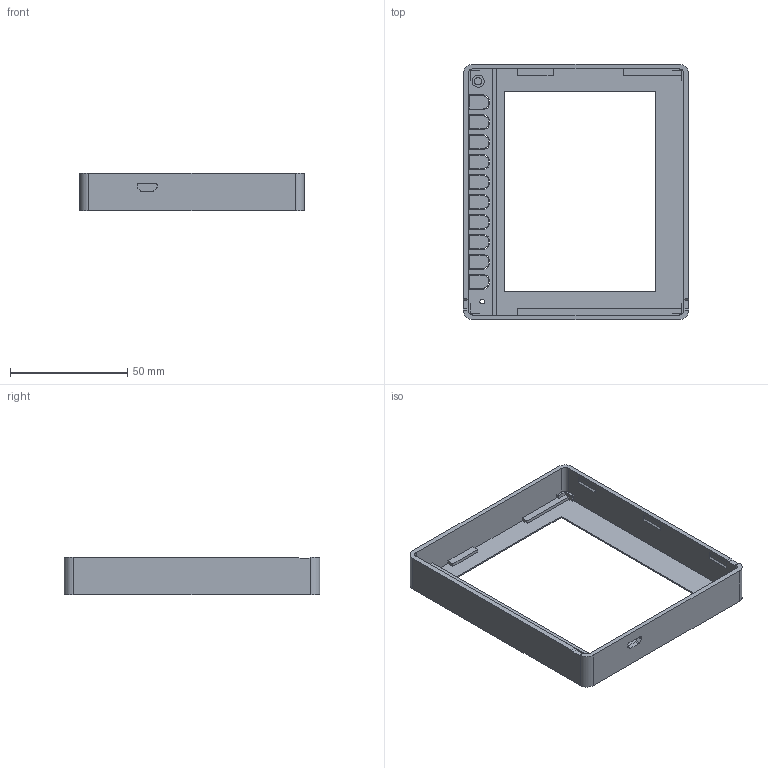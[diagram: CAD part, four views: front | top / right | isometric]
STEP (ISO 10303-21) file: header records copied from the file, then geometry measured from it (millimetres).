
FILE_DESCRIPTION(/* description */ ('Alibre Inc.'),/* implementation_level */ '2;1');
FILE_NAME(/* name */ 'export0',/* time_stamp */ '2020-11-07T23:16:55+01:00',/* author */ (''),/* organization */ (''),/* preprocessor_version */ 'ST-DEVELOPER v14',/* originating_system */ 'Alibre',/* authorisation */ '');
FILE_SCHEMA (('CONFIG_CONTROL_DESIGN'));
Length unit declared in the file: centimetre
Products named in the file (1): ID_1
Bounding box: 96 x 109 x 16 mm (x, y, z)
Volume: 16329.3 mm3; surface area: 23862.4 mm2
Topology: 1 solids, 1 shells, 201 faces, 593 edges, 394 vertices
Faces by surface type: plane 164, cylinder 37
Full cylindrical faces by diameter (mm): 2 x1, 3.2 x1, 5.2 x1
Entity records: 6487 total; most frequent: ORIENTED_EDGE 1180, CARTESIAN_POINT 1160, DIRECTION 877, EDGE_CURVE 590, VECTOR 503, LINE 503, VERTEX_POINT 394, AXIS2_PLACEMENT_3D 263
